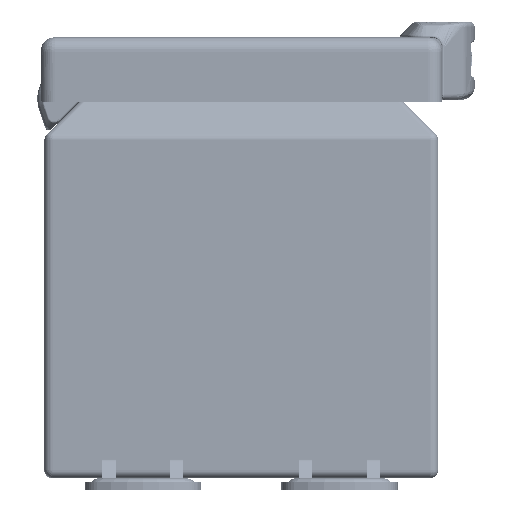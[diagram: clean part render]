
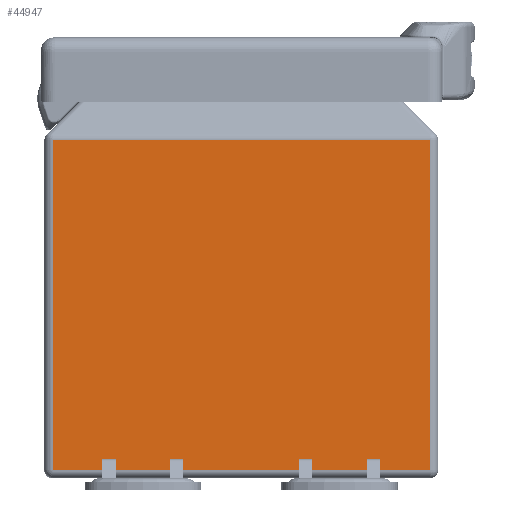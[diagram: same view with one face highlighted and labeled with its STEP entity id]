
A CAD part, front view. The second image highlights one B-rep face of the part: STEP entity #44947.
In plain terms, the highlighted planar face has unit normal (0, -1, 0).
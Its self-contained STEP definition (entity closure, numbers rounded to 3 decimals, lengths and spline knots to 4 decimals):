
#3040=PLANE('',#48453);
#4247=FACE_OUTER_BOUND('',#7020,.T.);
#7020=EDGE_LOOP('',(#30965,#30966,#30967,#30968));
#10008=LINE('',#65339,#13827);
#10010=LINE('',#65352,#13829);
#10011=LINE('',#65356,#13830);
#10012=LINE('',#65357,#13831);
#13827=VECTOR('',#52984,0.3937);
#13829=VECTOR('',#53002,0.3937);
#13830=VECTOR('',#53007,0.3937);
#13831=VECTOR('',#53008,0.3937);
#19260=VERTEX_POINT('',#65336);
#19261=VERTEX_POINT('',#65338);
#19264=VERTEX_POINT('',#65351);
#19265=VERTEX_POINT('',#65355);
#23704=EDGE_CURVE('',#19260,#19261,#10008,.T.);
#23711=EDGE_CURVE('',#19261,#19264,#10010,.T.);
#23713=EDGE_CURVE('',#19265,#19260,#10011,.T.);
#23714=EDGE_CURVE('',#19264,#19265,#10012,.T.);
#30965=ORIENTED_EDGE('',*,*,#23704,.F.);
#30966=ORIENTED_EDGE('',*,*,#23713,.F.);
#30967=ORIENTED_EDGE('',*,*,#23714,.F.);
#30968=ORIENTED_EDGE('',*,*,#23711,.F.);
#44947=ADVANCED_FACE('',(#4247),#3040,.F.);
#48453=AXIS2_PLACEMENT_3D('',#65354,#53005,#53006);
#52984=DIRECTION('',(0.,0.,1.));
#53002=DIRECTION('',(1.,0.,0.));
#53005=DIRECTION('center_axis',(0.,1.,0.));
#53006=DIRECTION('ref_axis',(0.,0.,1.));
#53007=DIRECTION('',(-1.,0.,0.));
#53008=DIRECTION('',(0.,0.,-1.));
#65336=CARTESIAN_POINT('',(-1.916,-3.,0.084));
#65338=CARTESIAN_POINT('',(-1.916,-3.,3.4372));
#65339=CARTESIAN_POINT('',(-1.916,-3.,2.0646));
#65351=CARTESIAN_POINT('',(1.916,-3.,3.4372));
#65352=CARTESIAN_POINT('',(0.,-3.,3.4372));
#65354=CARTESIAN_POINT('Origin',(0.,-3.,1.736));
#65355=CARTESIAN_POINT('',(1.916,-3.,0.084));
#65356=CARTESIAN_POINT('',(0.,-3.,0.084));
#65357=CARTESIAN_POINT('',(1.916,-3.,2.0436));
